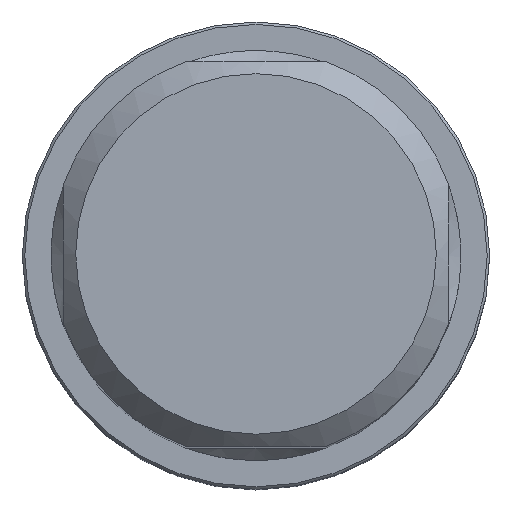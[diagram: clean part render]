
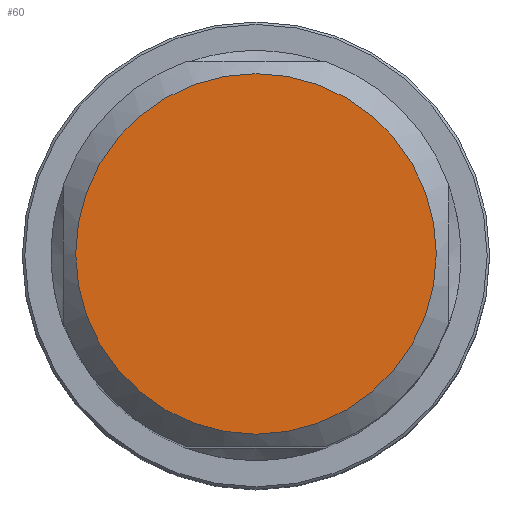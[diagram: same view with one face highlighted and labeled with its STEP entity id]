
A CAD part, top view. The second image highlights one B-rep face of the part: STEP entity #60.
In plain terms, the highlighted planar face has unit normal (0, 0, 1).
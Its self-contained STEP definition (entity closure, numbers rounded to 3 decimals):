
#41=PLANE('',#311);
#48=FACE_OUTER_BOUND('',#98,.T.);
#60=ADVANCED_FACE('CU_FL_CY_SU_3',(#48),#41,.F.);
#98=EDGE_LOOP('',(#163));
#163=ORIENTED_EDGE('',*,*,#251,.F.);
#227=VERTEX_POINT('',#489);
#251=EDGE_CURVE('',#227,#227,#271,.T.);
#271=CIRCLE('',#310,21.989);
#310=AXIS2_PLACEMENT_3D('',#488,#368,#369);
#311=AXIS2_PLACEMENT_3D('',#490,#370,#371);
#368=DIRECTION('',(0.,0.,-1.));
#369=DIRECTION('',(-1.,0.,0.));
#370=DIRECTION('',(0.,0.,-1.));
#371=DIRECTION('',(-1.,0.,0.));
#488=CARTESIAN_POINT('',(0.,0.,120.));
#489=CARTESIAN_POINT('',(-21.989,0.,120.));
#490=CARTESIAN_POINT('',(0.,0.,120.));
